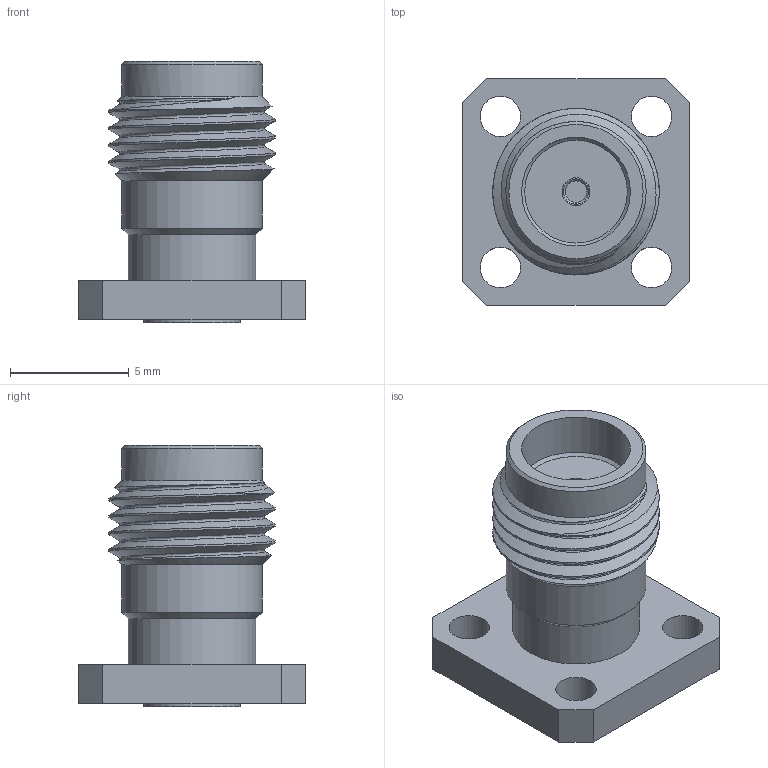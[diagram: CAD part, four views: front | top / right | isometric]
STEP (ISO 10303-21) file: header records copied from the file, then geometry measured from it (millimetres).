
FILE_DESCRIPTION (( 'STEP AP203' ), '1' );
FILE_NAME ('FMCN1771_3D.step', '2022-01-26T23:45:05', ( '' ), ( '' ), 'SwSTEP 2.0', 'SolidWorks 2021', '' );
FILE_SCHEMA (( 'CONFIG_CONTROL_DESIGN' ));
Length unit declared in the file: millimetre
Products named in the file (1): FMCN1771_3D
Bounding box: 9.52 x 9.52 x 10.98 mm (x, y, z)
Volume: 359.4 mm3; surface area: 563.9 mm2
Topology: 2 solids, 2 shells, 73 faces, 186 edges, 123 vertices
Faces by surface type: plane 42, cylinder 17, cone 11, bspline 3
Full cylindrical faces by diameter (mm): 0.38 x1, 0.888 x1, 0.914 x1, 1.168 x1, 1.2 x2, 1.7 x4, 4.08 x1, 4.131 x1, 4.572 x1, 5.35 x1, 5.9 x2
Entity records: 3262 total; most frequent: CARTESIAN_POINT 1539, DIRECTION 338, ORIENTED_EDGE 312, EDGE_CURVE 156, AXIS2_PLACEMENT_3D 133, VERTEX_POINT 114, EDGE_LOOP 110, FACE_OUTER_BOUND 89
